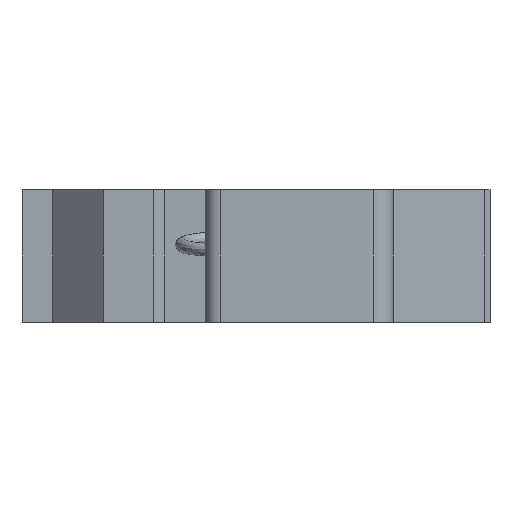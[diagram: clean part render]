
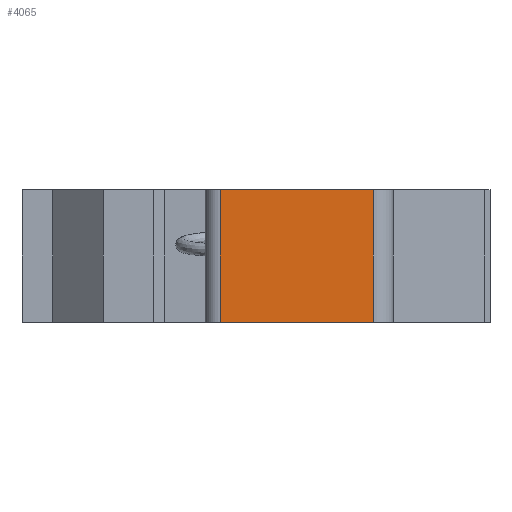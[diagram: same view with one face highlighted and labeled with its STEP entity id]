
A CAD part, front view. The second image highlights one B-rep face of the part: STEP entity #4065.
In plain terms, the highlighted planar face has unit normal (0, -1, 0).
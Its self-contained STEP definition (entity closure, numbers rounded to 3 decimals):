
#713=ORIENTED_EDGE('',*,*,#1627,.F.);
#714=ORIENTED_EDGE('',*,*,#1803,.F.);
#715=ORIENTED_EDGE('',*,*,#1700,.T.);
#716=ORIENTED_EDGE('',*,*,#1804,.T.);
#1627=EDGE_CURVE('',#2224,#2225,#2609,.T.);
#1700=EDGE_CURVE('',#2297,#2296,#2663,.T.);
#1803=EDGE_CURVE('',#2297,#2224,#2747,.T.);
#1804=EDGE_CURVE('',#2296,#2225,#2748,.T.);
#2224=VERTEX_POINT('',#6309);
#2225=VERTEX_POINT('',#6311);
#2296=VERTEX_POINT('',#6458);
#2297=VERTEX_POINT('',#6460);
#2609=LINE('',#6310,#3046);
#2663=LINE('',#6459,#3100);
#2747=LINE('',#6658,#3184);
#2748=LINE('',#6660,#3185);
#3046=VECTOR('',#5060,1000.);
#3100=VECTOR('',#5160,1000.);
#3184=VECTOR('',#5354,1000.);
#3185=VECTOR('',#5357,1000.);
#3435=EDGE_LOOP('',(#713,#714,#715,#716));
#3680=FACE_BOUND('',#3435,.T.);
#3912=PLANE('',#4653);
#4065=ADVANCED_FACE('',(#3680),#3912,.T.);
#4653=AXIS2_PLACEMENT_3D('',#6659,#5355,#5356);
#5060=DIRECTION('',(-1.,0.,0.));
#5160=DIRECTION('',(-1.,0.,0.));
#5354=DIRECTION('',(0.,0.,-1.));
#5355=DIRECTION('',(0.,-1.,0.));
#5356=DIRECTION('',(0.,0.,-1.));
#5357=DIRECTION('',(0.,0.,-1.));
#6309=CARTESIAN_POINT('',(11.5,-21.,0.));
#6310=CARTESIAN_POINT('',(11.5,-21.,0.));
#6311=CARTESIAN_POINT('',(-3.5,-21.,0.));
#6458=CARTESIAN_POINT('',(-3.5,-21.,13.));
#6459=CARTESIAN_POINT('',(11.5,-21.,13.));
#6460=CARTESIAN_POINT('',(11.5,-21.,13.));
#6658=CARTESIAN_POINT('',(11.5,-21.,13.));
#6659=CARTESIAN_POINT('',(11.5,-21.,13.));
#6660=CARTESIAN_POINT('',(-3.5,-21.,13.));
